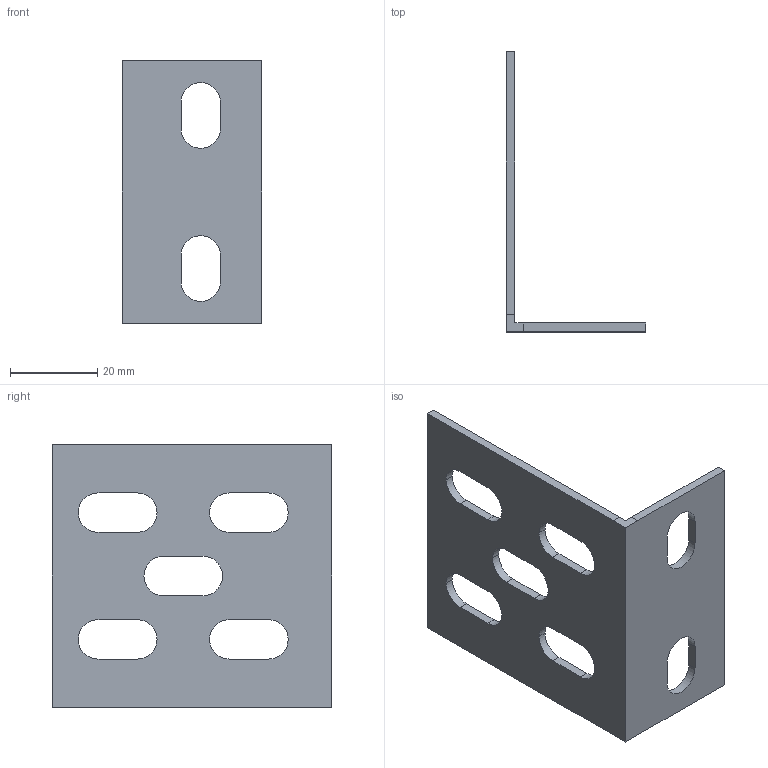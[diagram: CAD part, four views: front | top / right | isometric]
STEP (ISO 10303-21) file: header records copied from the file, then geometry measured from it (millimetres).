
FILE_DESCRIPTION (( 'STEP AP214' ), '1' );
FILE_NAME ('6019680.STEP', '2019-11-18T14:44:51', ( '' ), ( '' ), 'SwSTEP 2.0', 'SolidWorks 2018', '' );
FILE_SCHEMA (( 'AUTOMOTIVE_DESIGN' ));
Length unit declared in the file: millimetre
Products named in the file (1): 6019680
Bounding box: 32 x 64 x 60 mm (x, y, z)
Volume: 9363.4 mm3; surface area: 10603.2 mm2
Topology: 1 solids, 1 shells, 47 faces, 135 edges, 90 vertices
Faces by surface type: plane 26, cylinder 21
Entity records: 2020 total; most frequent: DIRECTION 273, CARTESIAN_POINT 273, ORIENTED_EDGE 270, EDGE_CURVE 135, VECTOR 93, LINE 93, VERTEX_POINT 90, AXIS2_PLACEMENT_3D 90
